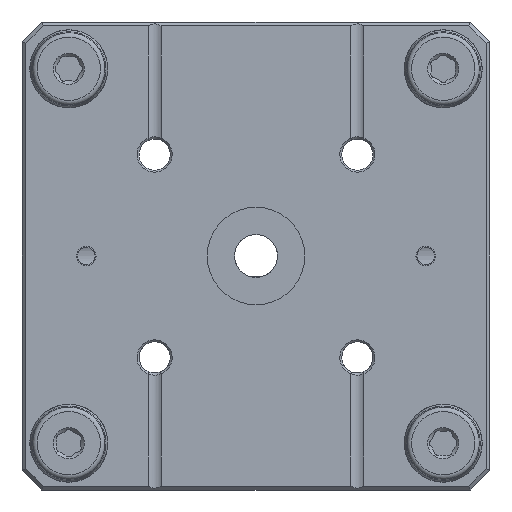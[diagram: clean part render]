
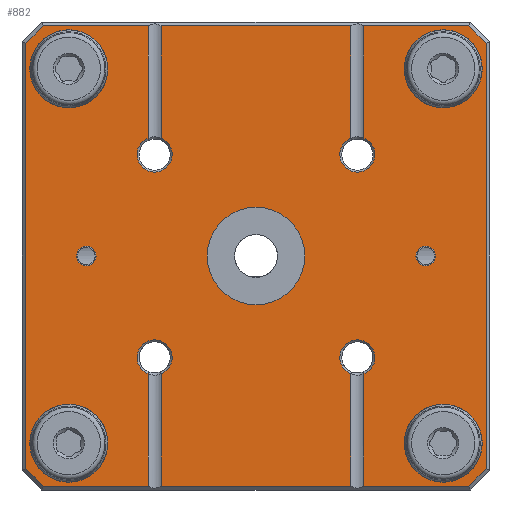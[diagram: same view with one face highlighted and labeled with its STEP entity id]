
A CAD part, front view. The second image highlights one B-rep face of the part: STEP entity #882.
In plain terms, the highlighted planar face has unit normal (0, -1, 0).
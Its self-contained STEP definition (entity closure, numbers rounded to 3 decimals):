
#882=ADVANCED_FACE('',(#2340,#2341,#2342,#2343,#2344,#2345,#2346,#2347),
#1588,.F.);
#1588=PLANE('',#11987);
#2050=CIRCLE('',#11976,12.5);
#2051=CIRCLE('',#11977,8.);
#2052=CIRCLE('',#11978,8.);
#2053=CIRCLE('',#11979,8.);
#2054=CIRCLE('',#11980,8.);
#2055=CIRCLE('',#11981,4.5);
#2056=CIRCLE('',#11982,4.5);
#2057=CIRCLE('',#11983,4.5);
#2058=CIRCLE('',#11984,4.5);
#2059=CIRCLE('',#11985,2.5);
#2060=CIRCLE('',#11986,2.5);
#2340=FACE_BOUND('',#2861,.T.);
#2341=FACE_BOUND('',#2862,.T.);
#2342=FACE_BOUND('',#2863,.T.);
#2343=FACE_BOUND('',#2864,.T.);
#2344=FACE_BOUND('',#2865,.T.);
#2345=FACE_BOUND('',#2866,.T.);
#2346=FACE_BOUND('',#2867,.T.);
#2347=FACE_BOUND('',#2868,.T.);
#2861=EDGE_LOOP('',(#4323));
#2862=EDGE_LOOP('',(#4324));
#2863=EDGE_LOOP('',(#4325));
#2864=EDGE_LOOP('',(#4326));
#2865=EDGE_LOOP('',(#4327));
#2866=EDGE_LOOP('',(#4328,#4329,#4330,#4331,#4332,#4333,#4334,#4335,#4336,
#4337,#4338,#4339,#4340,#4341,#4342,#4343,#4344,#4345,#4346,#4347,#4348,
#4349,#4350,#4351));
#2867=EDGE_LOOP('',(#4352));
#2868=EDGE_LOOP('',(#4353));
#4323=ORIENTED_EDGE('',*,*,#8537,.F.);
#4324=ORIENTED_EDGE('',*,*,#8538,.T.);
#4325=ORIENTED_EDGE('',*,*,#8539,.T.);
#4326=ORIENTED_EDGE('',*,*,#8540,.T.);
#4327=ORIENTED_EDGE('',*,*,#8541,.T.);
#4328=ORIENTED_EDGE('',*,*,#8542,.T.);
#4329=ORIENTED_EDGE('',*,*,#8543,.T.);
#4330=ORIENTED_EDGE('',*,*,#8544,.F.);
#4331=ORIENTED_EDGE('',*,*,#8545,.T.);
#4332=ORIENTED_EDGE('',*,*,#8546,.F.);
#4333=ORIENTED_EDGE('',*,*,#8547,.T.);
#4334=ORIENTED_EDGE('',*,*,#8548,.T.);
#4335=ORIENTED_EDGE('',*,*,#8549,.T.);
#4336=ORIENTED_EDGE('',*,*,#8550,.T.);
#4337=ORIENTED_EDGE('',*,*,#8551,.T.);
#4338=ORIENTED_EDGE('',*,*,#8552,.T.);
#4339=ORIENTED_EDGE('',*,*,#8553,.T.);
#4340=ORIENTED_EDGE('',*,*,#8554,.T.);
#4341=ORIENTED_EDGE('',*,*,#8555,.T.);
#4342=ORIENTED_EDGE('',*,*,#8556,.F.);
#4343=ORIENTED_EDGE('',*,*,#8557,.T.);
#4344=ORIENTED_EDGE('',*,*,#8558,.F.);
#4345=ORIENTED_EDGE('',*,*,#8559,.T.);
#4346=ORIENTED_EDGE('',*,*,#8560,.T.);
#4347=ORIENTED_EDGE('',*,*,#8561,.T.);
#4348=ORIENTED_EDGE('',*,*,#8562,.T.);
#4349=ORIENTED_EDGE('',*,*,#8563,.T.);
#4350=ORIENTED_EDGE('',*,*,#8564,.T.);
#4351=ORIENTED_EDGE('',*,*,#8565,.T.);
#4352=ORIENTED_EDGE('',*,*,#8566,.F.);
#4353=ORIENTED_EDGE('',*,*,#8567,.T.);
#7431=VERTEX_POINT('',#16791);
#7432=VERTEX_POINT('',#16793);
#7433=VERTEX_POINT('',#16795);
#7434=VERTEX_POINT('',#16797);
#7435=VERTEX_POINT('',#16799);
#7436=VERTEX_POINT('',#16801);
#7437=VERTEX_POINT('',#16802);
#7438=VERTEX_POINT('',#16804);
#7439=VERTEX_POINT('',#16806);
#7440=VERTEX_POINT('',#16808);
#7441=VERTEX_POINT('',#16810);
#7442=VERTEX_POINT('',#16812);
#7443=VERTEX_POINT('',#16814);
#7444=VERTEX_POINT('',#16816);
#7445=VERTEX_POINT('',#16818);
#7446=VERTEX_POINT('',#16820);
#7447=VERTEX_POINT('',#16822);
#7448=VERTEX_POINT('',#16824);
#7449=VERTEX_POINT('',#16826);
#7450=VERTEX_POINT('',#16828);
#7451=VERTEX_POINT('',#16830);
#7452=VERTEX_POINT('',#16832);
#7453=VERTEX_POINT('',#16834);
#7454=VERTEX_POINT('',#16836);
#7455=VERTEX_POINT('',#16838);
#7456=VERTEX_POINT('',#16840);
#7457=VERTEX_POINT('',#16842);
#7458=VERTEX_POINT('',#16844);
#7459=VERTEX_POINT('',#16846);
#7460=VERTEX_POINT('',#16849);
#7461=VERTEX_POINT('',#16851);
#8537=EDGE_CURVE('',#7431,#7431,#2050,.T.);
#8538=EDGE_CURVE('',#7432,#7432,#2051,.T.);
#8539=EDGE_CURVE('',#7433,#7433,#2052,.T.);
#8540=EDGE_CURVE('',#7434,#7434,#2053,.T.);
#8541=EDGE_CURVE('',#7435,#7435,#2054,.T.);
#8542=EDGE_CURVE('',#7436,#7437,#10034,.T.);
#8543=EDGE_CURVE('',#7437,#7438,#10035,.T.);
#8544=EDGE_CURVE('',#7439,#7438,#10036,.T.);
#8545=EDGE_CURVE('',#7439,#7440,#2055,.T.);
#8546=EDGE_CURVE('',#7441,#7440,#10037,.T.);
#8547=EDGE_CURVE('',#7441,#7442,#10038,.T.);
#8548=EDGE_CURVE('',#7442,#7443,#10039,.T.);
#8549=EDGE_CURVE('',#7443,#7444,#10040,.T.);
#8550=EDGE_CURVE('',#7444,#7445,#10041,.T.);
#8551=EDGE_CURVE('',#7445,#7446,#10042,.T.);
#8552=EDGE_CURVE('',#7446,#7447,#10043,.T.);
#8553=EDGE_CURVE('',#7447,#7448,#2056,.T.);
#8554=EDGE_CURVE('',#7448,#7449,#10044,.T.);
#8555=EDGE_CURVE('',#7449,#7450,#10045,.T.);
#8556=EDGE_CURVE('',#7451,#7450,#10046,.T.);
#8557=EDGE_CURVE('',#7451,#7452,#2057,.T.);
#8558=EDGE_CURVE('',#7453,#7452,#10047,.T.);
#8559=EDGE_CURVE('',#7453,#7454,#10048,.T.);
#8560=EDGE_CURVE('',#7454,#7455,#10049,.T.);
#8561=EDGE_CURVE('',#7455,#7456,#10050,.T.);
#8562=EDGE_CURVE('',#7456,#7457,#10051,.T.);
#8563=EDGE_CURVE('',#7457,#7458,#10052,.T.);
#8564=EDGE_CURVE('',#7458,#7459,#10053,.T.);
#8565=EDGE_CURVE('',#7459,#7436,#2058,.T.);
#8566=EDGE_CURVE('',#7460,#7460,#2059,.T.);
#8567=EDGE_CURVE('',#7461,#7461,#2060,.T.);
#10034=LINE('',#16800,#11065);
#10035=LINE('',#16803,#11066);
#10036=LINE('',#16805,#11067);
#10037=LINE('',#16809,#11068);
#10038=LINE('',#16811,#11069);
#10039=LINE('',#16813,#11070);
#10040=LINE('',#16815,#11071);
#10041=LINE('',#16817,#11072);
#10042=LINE('',#16819,#11073);
#10043=LINE('',#16821,#11074);
#10044=LINE('',#16825,#11075);
#10045=LINE('',#16827,#11076);
#10046=LINE('',#16829,#11077);
#10047=LINE('',#16833,#11078);
#10048=LINE('',#16835,#11079);
#10049=LINE('',#16837,#11080);
#10050=LINE('',#16839,#11081);
#10051=LINE('',#16841,#11082);
#10052=LINE('',#16843,#11083);
#10053=LINE('',#16845,#11084);
#11065=VECTOR('',#13145,1.);
#11066=VECTOR('',#13146,1.);
#11067=VECTOR('',#13147,1.);
#11068=VECTOR('',#13150,1.);
#11069=VECTOR('',#13151,1.);
#11070=VECTOR('',#13152,1.);
#11071=VECTOR('',#13153,1.);
#11072=VECTOR('',#13154,1.);
#11073=VECTOR('',#13155,1.);
#11074=VECTOR('',#13156,1.);
#11075=VECTOR('',#13159,1.);
#11076=VECTOR('',#13160,1.);
#11077=VECTOR('',#13161,1.);
#11078=VECTOR('',#13164,1.);
#11079=VECTOR('',#13165,1.);
#11080=VECTOR('',#13166,1.);
#11081=VECTOR('',#13167,1.);
#11082=VECTOR('',#13168,1.);
#11083=VECTOR('',#13169,1.);
#11084=VECTOR('',#13170,1.);
#11976=AXIS2_PLACEMENT_3D('',#16790,#13135,#13136);
#11977=AXIS2_PLACEMENT_3D('',#16792,#13137,#13138);
#11978=AXIS2_PLACEMENT_3D('',#16794,#13139,#13140);
#11979=AXIS2_PLACEMENT_3D('',#16796,#13141,#13142);
#11980=AXIS2_PLACEMENT_3D('',#16798,#13143,#13144);
#11981=AXIS2_PLACEMENT_3D('',#16807,#13148,#13149);
#11982=AXIS2_PLACEMENT_3D('',#16823,#13157,#13158);
#11983=AXIS2_PLACEMENT_3D('',#16831,#13162,#13163);
#11984=AXIS2_PLACEMENT_3D('',#16847,#13171,#13172);
#11985=AXIS2_PLACEMENT_3D('',#16848,#13173,#13174);
#11986=AXIS2_PLACEMENT_3D('',#16850,#13175,#13176);
#11987=AXIS2_PLACEMENT_3D('',#16852,#13177,#13178);
#13135=DIRECTION('',(0.,-1.,0.));
#13136=DIRECTION('',(0.,0.,-1.));
#13137=DIRECTION('',(0.,1.,0.));
#13138=DIRECTION('',(0.,0.,-1.));
#13139=DIRECTION('',(0.,1.,0.));
#13140=DIRECTION('',(-1.,0.,0.));
#13141=DIRECTION('',(0.,1.,0.));
#13142=DIRECTION('',(0.,0.,1.));
#13143=DIRECTION('',(0.,1.,0.));
#13144=DIRECTION('',(1.,0.,0.));
#13145=DIRECTION('',(0.,0.,1.));
#13146=DIRECTION('',(-1.,0.,0.));
#13147=DIRECTION('',(0.,0.,1.));
#13148=DIRECTION('',(0.,1.,0.));
#13149=DIRECTION('',(0.,0.,1.));
#13150=DIRECTION('',(0.,0.,-1.));
#13151=DIRECTION('',(-1.,0.,0.));
#13152=DIRECTION('',(-0.707,0.,-0.707));
#13153=DIRECTION('',(0.,0.,-1.));
#13154=DIRECTION('',(0.707,0.,-0.707));
#13155=DIRECTION('',(1.,0.,0.));
#13156=DIRECTION('',(0.,0.,1.));
#13157=DIRECTION('',(0.,1.,0.));
#13158=DIRECTION('',(0.,0.,1.));
#13159=DIRECTION('',(0.,0.,-1.));
#13160=DIRECTION('',(1.,0.,0.));
#13161=DIRECTION('',(0.,0.,-1.));
#13162=DIRECTION('',(0.,1.,0.));
#13163=DIRECTION('',(0.,0.,1.));
#13164=DIRECTION('',(0.,0.,1.));
#13165=DIRECTION('',(1.,0.,0.));
#13166=DIRECTION('',(0.707,0.,0.707));
#13167=DIRECTION('',(0.,0.,1.));
#13168=DIRECTION('',(-0.707,0.,0.707));
#13169=DIRECTION('',(-1.,0.,0.));
#13170=DIRECTION('',(0.,0.,-1.));
#13171=DIRECTION('',(0.,1.,0.));
#13172=DIRECTION('',(0.,0.,1.));
#13173=DIRECTION('',(0.,-1.,0.));
#13174=DIRECTION('',(1.,0.,0.));
#13175=DIRECTION('',(0.,1.,0.));
#13176=DIRECTION('',(-1.,0.,0.));
#13177=DIRECTION('',(0.,1.,0.));
#13178=DIRECTION('',(0.,0.,1.));
#16790=CARTESIAN_POINT('',(200.,0.,-200.));
#16791=CARTESIAN_POINT('',(200.,0.,-212.5));
#16792=CARTESIAN_POINT('',(152.,0.,-248.));
#16793=CARTESIAN_POINT('',(152.,0.,-256.));
#16794=CARTESIAN_POINT('',(152.,0.,-152.));
#16795=CARTESIAN_POINT('',(144.,0.,-152.));
#16796=CARTESIAN_POINT('',(248.,0.,-152.));
#16797=CARTESIAN_POINT('',(248.,0.,-144.));
#16798=CARTESIAN_POINT('',(248.,0.,-248.));
#16799=CARTESIAN_POINT('',(256.,0.,-248.));
#16800=CARTESIAN_POINT('',(224.342,0.,-171.933));
#16801=CARTESIAN_POINT('',(224.342,0.,-169.817));
#16802=CARTESIAN_POINT('',(224.342,0.,-141.));
#16803=CARTESIAN_POINT('',(125.,0.,-141.));
#16804=CARTESIAN_POINT('',(175.658,0.,-141.));
#16805=CARTESIAN_POINT('',(175.658,0.,-171.933));
#16806=CARTESIAN_POINT('',(175.658,0.,-169.817));
#16807=CARTESIAN_POINT('',(174.,0.,-174.));
#16808=CARTESIAN_POINT('',(172.342,0.,-169.817));
#16809=CARTESIAN_POINT('',(172.342,0.,-143.));
#16810=CARTESIAN_POINT('',(172.342,0.,-141.));
#16811=CARTESIAN_POINT('',(275.,0.,-141.));
#16812=CARTESIAN_POINT('',(145.414,0.,-141.));
#16813=CARTESIAN_POINT('',(140.707,0.,-145.707));
#16814=CARTESIAN_POINT('',(141.,0.,-145.414));
#16815=CARTESIAN_POINT('',(141.,0.,-255.));
#16816=CARTESIAN_POINT('',(141.,0.,-254.586));
#16817=CARTESIAN_POINT('',(145.707,0.,-259.293));
#16818=CARTESIAN_POINT('',(145.414,0.,-259.));
#16819=CARTESIAN_POINT('',(275.,0.,-259.));
#16820=CARTESIAN_POINT('',(172.342,0.,-259.));
#16821=CARTESIAN_POINT('',(172.342,0.,-257.));
#16822=CARTESIAN_POINT('',(172.342,0.,-230.183));
#16823=CARTESIAN_POINT('',(174.,0.,-226.));
#16824=CARTESIAN_POINT('',(175.658,0.,-230.183));
#16825=CARTESIAN_POINT('',(175.658,0.,-228.067));
#16826=CARTESIAN_POINT('',(175.658,0.,-259.));
#16827=CARTESIAN_POINT('',(275.,0.,-259.));
#16828=CARTESIAN_POINT('',(224.342,0.,-259.));
#16829=CARTESIAN_POINT('',(224.342,0.,-228.067));
#16830=CARTESIAN_POINT('',(224.342,0.,-230.183));
#16831=CARTESIAN_POINT('',(226.,0.,-226.));
#16832=CARTESIAN_POINT('',(227.658,0.,-230.183));
#16833=CARTESIAN_POINT('',(227.658,0.,-257.));
#16834=CARTESIAN_POINT('',(227.658,0.,-259.));
#16835=CARTESIAN_POINT('',(275.,0.,-259.));
#16836=CARTESIAN_POINT('',(254.586,0.,-259.));
#16837=CARTESIAN_POINT('',(259.293,0.,-254.293));
#16838=CARTESIAN_POINT('',(259.,0.,-254.586));
#16839=CARTESIAN_POINT('',(259.,0.,-145.));
#16840=CARTESIAN_POINT('',(259.,0.,-145.414));
#16841=CARTESIAN_POINT('',(254.293,0.,-140.707));
#16842=CARTESIAN_POINT('',(254.586,0.,-141.));
#16843=CARTESIAN_POINT('',(125.,0.,-141.));
#16844=CARTESIAN_POINT('',(227.658,0.,-141.));
#16845=CARTESIAN_POINT('',(227.658,0.,-143.));
#16846=CARTESIAN_POINT('',(227.658,0.,-169.817));
#16847=CARTESIAN_POINT('',(226.,0.,-174.));
#16848=CARTESIAN_POINT('',(243.5,0.,-200.));
#16849=CARTESIAN_POINT('',(246.,0.,-200.));
#16850=CARTESIAN_POINT('',(156.5,0.,-200.));
#16851=CARTESIAN_POINT('',(154.,0.,-200.));
#16852=CARTESIAN_POINT('',(275.,0.,-142.));
